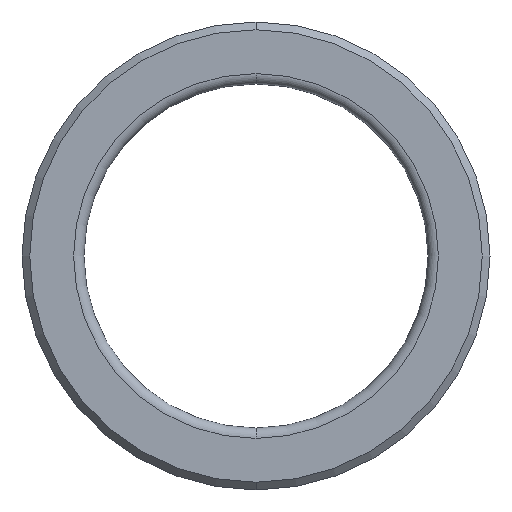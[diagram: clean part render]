
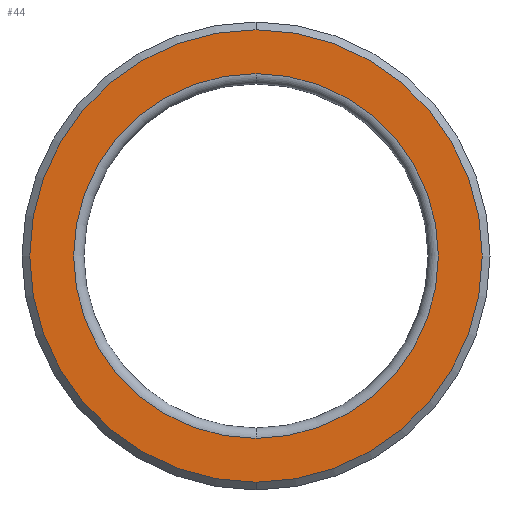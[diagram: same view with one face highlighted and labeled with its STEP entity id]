
A CAD part, left-side view. The second image highlights one B-rep face of the part: STEP entity #44.
In plain terms, the highlighted planar face has unit normal (-1, 0, 0).
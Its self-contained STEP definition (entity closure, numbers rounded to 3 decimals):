
#19=FACE_BOUND('',#80,.F.);
#21=PLANE('',#343);
#44=ADVANCED_FACE('',(#19,#62),#21,.T.);
#62=FACE_OUTER_BOUND('',#81,.F.);
#80=EDGE_LOOP('',(#133,#134));
#81=EDGE_LOOP('',(#135,#136));
#133=ORIENTED_EDGE('',*,*,#223,.T.);
#134=ORIENTED_EDGE('',*,*,#197,.T.);
#135=ORIENTED_EDGE('',*,*,#224,.F.);
#136=ORIENTED_EDGE('',*,*,#198,.F.);
#197=EDGE_CURVE('',#272,#271,#233,.T.);
#198=EDGE_CURVE('',#270,#269,#234,.T.);
#223=EDGE_CURVE('',#271,#272,#249,.T.);
#224=EDGE_CURVE('',#269,#270,#250,.T.);
#233=CIRCLE('',#308,10.6);
#234=CIRCLE('',#309,13.15);
#249=CIRCLE('',#324,10.6);
#250=CIRCLE('',#325,13.15);
#269=VERTEX_POINT('',#472);
#270=VERTEX_POINT('',#473);
#271=VERTEX_POINT('',#474);
#272=VERTEX_POINT('',#475);
#308=AXIS2_PLACEMENT_3D('',#482,#360,#361);
#309=AXIS2_PLACEMENT_3D('',#483,#362,#363);
#324=AXIS2_PLACEMENT_3D('',#508,#402,#403);
#325=AXIS2_PLACEMENT_3D('',#509,#404,#405);
#343=AXIS2_PLACEMENT_3D('',#527,#440,#441);
#360=DIRECTION('',(-1.,0.,0.));
#361=DIRECTION('',(0.,0.,-1.));
#362=DIRECTION('',(-1.,0.,0.));
#363=DIRECTION('',(0.,0.,-1.));
#402=DIRECTION('',(-1.,0.,0.));
#403=DIRECTION('',(0.,0.,1.));
#404=DIRECTION('',(-1.,0.,0.));
#405=DIRECTION('',(0.,0.,1.));
#440=DIRECTION('',(-1.,0.,0.));
#441=DIRECTION('',(0.,1.,0.));
#472=CARTESIAN_POINT('',(35.099,-3.,-55.96));
#473=CARTESIAN_POINT('',(35.099,-3.,-82.26));
#474=CARTESIAN_POINT('',(35.099,-3.,-58.51));
#475=CARTESIAN_POINT('',(35.099,-3.,-79.71));
#482=CARTESIAN_POINT('',(35.099,-3.,-69.11));
#483=CARTESIAN_POINT('',(35.099,-3.,-69.11));
#508=CARTESIAN_POINT('',(35.099,-3.,-69.11));
#509=CARTESIAN_POINT('',(35.099,-3.,-69.11));
#527=CARTESIAN_POINT('',(35.099,-16.413,-55.697));
